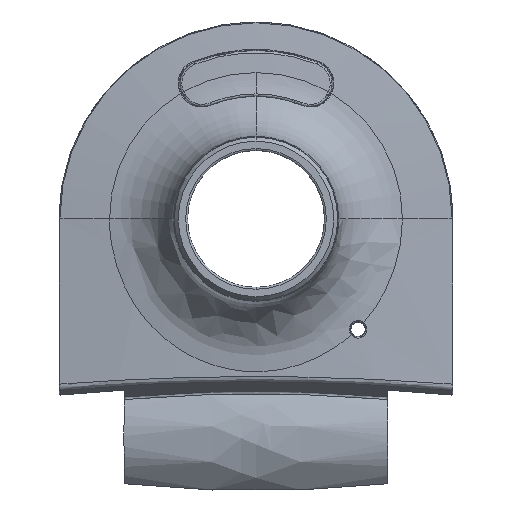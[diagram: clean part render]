
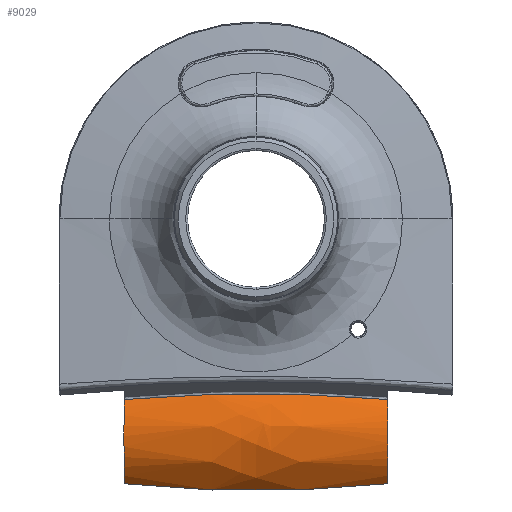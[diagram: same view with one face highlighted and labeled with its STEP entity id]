
A CAD part, front view. The second image highlights one B-rep face of the part: STEP entity #9029.
In plain terms, the highlighted free-form (B-spline) face has degree [3, 3] with [4, 4] control points.
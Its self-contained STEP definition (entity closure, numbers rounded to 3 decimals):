
#404 = CARTESIAN_POINT ( 'NONE',  ( -6.305, 12.822, -22.957 ) ) ;
#557 = CARTESIAN_POINT ( 'NONE',  ( 21.638, 12.822, -22.957 ) ) ;
#574 = CARTESIAN_POINT ( 'NONE',  ( -2.111, 11.303, -13.696 ) ) ;
#815 = CARTESIAN_POINT ( 'NONE',  ( -6.324, 11.757, -14.013 ) ) ;
#958 = CARTESIAN_POINT ( 'NONE',  ( -6.512, 11.827, -13.96 ) ) ;
#1694 = CARTESIAN_POINT ( 'NONE',  ( -6.342, 10.709, -16.652 ) ) ;
#1850 = CARTESIAN_POINT ( 'NONE',  ( 21.674, 10.557, -17.723 ) ) ;
#1956 = EDGE_LOOP ( 'NONE', ( #6518, #6335, #8530, #8051 ) ) ;
#2160 = CARTESIAN_POINT ( 'NONE',  ( 12.427, 10.663, -13.172 ) ) ;
#2991 = CARTESIAN_POINT ( 'NONE',  ( 21.648, 12.25, -22.422 ) ) ;
#2999 = CARTESIAN_POINT ( 'NONE',  ( -6.344, 10.596, -17.867 ) ) ;
#3086 = CARTESIAN_POINT ( 'NONE',  ( -6.328, 11.531, -14.357 ) ) ;
#3238 = CARTESIAN_POINT ( 'NONE',  ( 21.656, 11.74, -21.759 ) ) ;
#3254 = CARTESIAN_POINT ( 'NONE',  ( 21.656, 11.757, -14.013 ) ) ;
#3462 = CARTESIAN_POINT ( 'NONE',  ( -6.324, 11.757, -14.013 ) ) ;
#3474 = CARTESIAN_POINT ( 'NONE',  ( 2.905, 11.936, -24.011 ) ) ;
#3934 = CARTESIAN_POINT ( 'NONE',  ( 21.638, 12.822, -22.957 ) ) ;
#4010 = B_SPLINE_CURVE_WITH_KNOTS ( 'NONE', 3,
 ( #404, #4598, #5673, #9889, #15151, #13849, #7006, #7087, #14911, #5838, #11282, #9562, #2999, #13517, #8281, #1694, #11132, #16372, #10956, #9816, #3086, #8380 ),
 .UNSPECIFIED., .F., .F.,
 ( 4, 2, 2, 2, 2, 2, 2, 2, 2, 2, 4 ),
 ( 0., 0.001, 0.002, 0.004, 0.004, 0.005, 0.006, 0.007, 0.007, 0.009, 0.01 ),
 .UNSPECIFIED. ) ;
#4262 = EDGE_CURVE ( 'NONE', #12820, #11221, #15955, .T. ) ;
#4598 = CARTESIAN_POINT ( 'NONE',  ( -6.311, 12.521, -22.676 ) ) ;
#4888 = CARTESIAN_POINT ( 'NONE',  ( 2.905, 10.663, -13.172 ) ) ;
#4924 = CARTESIAN_POINT ( 'NONE',  ( 21.656, 11.757, -14.013 ) ) ;
#4980 = CARTESIAN_POINT ( 'NONE',  ( 21.844, 11.827, -13.96 ) ) ;
#5072 = EDGE_CURVE ( 'NONE', #11221, #11788, #4010, .T. ) ;
#5313 = CARTESIAN_POINT ( 'NONE',  ( 2.992, 12.125, -23.704 ) ) ;
#5480 = CARTESIAN_POINT ( 'NONE',  ( 21.667, 10.979, -20.255 ) ) ;
#5673 = CARTESIAN_POINT ( 'NONE',  ( -6.315, 12.25, -22.373 ) ) ;
#5755 = CARTESIAN_POINT ( 'NONE',  ( 5.04, 10.918, -13.426 ) ) ;
#5829 = CARTESIAN_POINT ( 'NONE',  ( 21.656, 11.757, -14.013 ) ) ;
#5838 = CARTESIAN_POINT ( 'NONE',  ( -6.342, 10.715, -19.087 ) ) ;
#5846 = CARTESIAN_POINT ( 'NONE',  ( -4.294, 11.512, -13.842 ) ) ;
#6246 = CARTESIAN_POINT ( 'NONE',  ( 2.905, 8.737, -21.077 ) ) ;
#6331 = CARTESIAN_POINT ( 'NONE',  ( 12.427, 11.936, -24.011 ) ) ;
#6335 = ORIENTED_EDGE ( 'NONE', *, *, #8646, .T. ) ;
#6385 = CARTESIAN_POINT ( 'NONE',  ( -6.305, 12.822, -22.957 ) ) ;
#6518 = ORIENTED_EDGE ( 'NONE', *, *, #10391, .T. ) ;
#6736 = CARTESIAN_POINT ( 'NONE',  ( -6.305, 12.822, -22.957 ) ) ;
#7006 = CARTESIAN_POINT ( 'NONE',  ( -6.337, 11.025, -20.266 ) ) ;
#7087 = CARTESIAN_POINT ( 'NONE',  ( -6.34, 10.849, -19.683 ) ) ;
#7165 = CARTESIAN_POINT ( 'NONE',  ( 2.556, 11.006, -13.488 ) ) ;
#8051 = ORIENTED_EDGE ( 'NONE', *, *, #4262, .F. ) ;
#8275 = CARTESIAN_POINT ( 'NONE',  ( 21.673, 10.63, -16.874 ) ) ;
#8281 = CARTESIAN_POINT ( 'NONE',  ( -6.343, 10.651, -17.056 ) ) ;
#8380 = CARTESIAN_POINT ( 'NONE',  ( -6.324, 11.757, -14.013 ) ) ;
#8460 = CARTESIAN_POINT ( 'NONE',  ( 19.626, 11.512, -13.842 ) ) ;
#8530 = ORIENTED_EDGE ( 'NONE', *, *, #5072, .F. ) ;
#8646 = EDGE_CURVE ( 'NONE', #12285, #11788, #8878, .T. ) ;
#8665 = FACE_OUTER_BOUND ( 'NONE', #1956, .T. ) ;
#8739 = CARTESIAN_POINT ( 'NONE',  ( 12.427, 8.737, -21.077 ) ) ;
#8878 = B_SPLINE_CURVE_WITH_KNOTS ( 'NONE', 3,
 ( #3254, #8460, #15079, #13685, #12424, #5755, #7165, #574, #5846, #815 ),
 .UNSPECIFIED., .F., .F.,
 ( 4, 2, 2, 2, 4 ),
 ( 0., 0.25, 0.5, 0.75, 1. ),
 .UNSPECIFIED. ) ;
#9029 = ADVANCED_FACE ( 'NONE', ( #8665 ), #11258, .T. ) ;
#9562 = CARTESIAN_POINT ( 'NONE',  ( -6.344, 10.609, -18.273 ) ) ;
#9629 = CARTESIAN_POINT ( 'NONE',  ( 21.663, 11.363, -14.613 ) ) ;
#9816 = CARTESIAN_POINT ( 'NONE',  ( -6.331, 11.337, -14.72 ) ) ;
#9889 = CARTESIAN_POINT ( 'NONE',  ( -6.324, 11.763, -21.724 ) ) ;
#10391 = EDGE_CURVE ( 'NONE', #12820, #12285, #15633, .T. ) ;
#10956 = CARTESIAN_POINT ( 'NONE',  ( -6.337, 11.016, -15.466 ) ) ;
#11132 = CARTESIAN_POINT ( 'NONE',  ( -6.342, 10.748, -16.449 ) ) ;
#11221 = VERTEX_POINT ( 'NONE', #6385 ) ;
#11258 =( BOUNDED_SURFACE ( )  B_SPLINE_SURFACE ( 3, 3, ( 
 ( #12794, #16757, #14230, #958 ),
 ( #3474, #6246, #11521, #4888 ),
 ( #6331, #8739, #13904, #2160 ),
 ( #15470, #11607, #16838, #4980 ) ),
 .UNSPECIFIED., .F., .F., .F. ) 
 B_SPLINE_SURFACE_WITH_KNOTS ( ( 4, 4 ),
 ( 4, 4 ),
 ( 0., 1. ),
 ( 0., 1. ),
 .UNSPECIFIED. ) 
 GEOMETRIC_REPRESENTATION_ITEM ( )  RATIONAL_B_SPLINE_SURFACE ( (
 ( 1., 0.838, 0.838, 1.),
 ( 0.993, 0.832, 0.832, 0.993),
 ( 0.993, 0.832, 0.832, 0.993),
 ( 1., 0.838, 0.838, 1.) ) ) 
 REPRESENTATION_ITEM ( '' )  SURFACE ( )  );
#11282 = CARTESIAN_POINT ( 'NONE',  ( -6.343, 10.681, -18.883 ) ) ;
#11521 = CARTESIAN_POINT ( 'NONE',  ( 2.905, 8.23, -16.767 ) ) ;
#11607 = CARTESIAN_POINT ( 'NONE',  ( 21.844, 10.225, -20.535 ) ) ;
#11788 = VERTEX_POINT ( 'NONE', #3462 ) ;
#12096 = CARTESIAN_POINT ( 'NONE',  ( 12.34, 12.125, -23.704 ) ) ;
#12285 = VERTEX_POINT ( 'NONE', #4924 ) ;
#12424 = CARTESIAN_POINT ( 'NONE',  ( 10.291, 10.918, -13.426 ) ) ;
#12794 = CARTESIAN_POINT ( 'NONE',  ( -6.512, 12.886, -22.975 ) ) ;
#12820 = VERTEX_POINT ( 'NONE', #16427 ) ;
#13250 = CARTESIAN_POINT ( 'NONE',  ( -1.681, 12.358, -23.454 ) ) ;
#13509 = CARTESIAN_POINT ( 'NONE',  ( 21.668, 11.035, -15.318 ) ) ;
#13517 = CARTESIAN_POINT ( 'NONE',  ( -6.344, 10.631, -17.259 ) ) ;
#13685 = CARTESIAN_POINT ( 'NONE',  ( 12.776, 11.006, -13.488 ) ) ;
#13849 = CARTESIAN_POINT ( 'NONE',  ( -6.334, 11.176, -20.643 ) ) ;
#13904 = CARTESIAN_POINT ( 'NONE',  ( 12.427, 8.23, -16.767 ) ) ;
#14230 = CARTESIAN_POINT ( 'NONE',  ( -6.512, 9.803, -16.95 ) ) ;
#14653 = CARTESIAN_POINT ( 'NONE',  ( 17.014, 12.358, -23.454 ) ) ;
#14911 = CARTESIAN_POINT ( 'NONE',  ( -6.341, 10.798, -19.486 ) ) ;
#15079 = CARTESIAN_POINT ( 'NONE',  ( 17.443, 11.303, -13.695 ) ) ;
#15151 = CARTESIAN_POINT ( 'NONE',  ( -6.328, 11.547, -21.376 ) ) ;
#15470 = CARTESIAN_POINT ( 'NONE',  ( 21.844, 12.886, -22.975 ) ) ;
#15633 = B_SPLINE_CURVE_WITH_KNOTS ( 'NONE', 3,
 ( #557, #2991, #3238, #5480, #16273, #1850, #8275, #13509, #9629, #5829 ),
 .UNSPECIFIED., .F., .F.,
 ( 4, 2, 2, 2, 4 ),
 ( 0., 0.25, 0.5, 0.75, 1. ),
 .UNSPECIFIED. ) ;
#15955 = B_SPLINE_CURVE_WITH_KNOTS ( 'NONE', 3,
 ( #3934, #14653, #12096, #5313, #13250, #6736 ),
 .UNSPECIFIED., .F., .F.,
 ( 4, 2, 4 ),
 ( 0., 0.5, 1. ),
 .UNSPECIFIED. ) ;
#16273 = CARTESIAN_POINT ( 'NONE',  ( 21.671, 10.732, -19.415 ) ) ;
#16372 = CARTESIAN_POINT ( 'NONE',  ( -6.339, 10.888, -15.851 ) ) ;
#16427 = CARTESIAN_POINT ( 'NONE',  ( 21.638, 12.822, -22.957 ) ) ;
#16757 = CARTESIAN_POINT ( 'NONE',  ( -6.512, 10.225, -20.535 ) ) ;
#16838 = CARTESIAN_POINT ( 'NONE',  ( 21.844, 9.803, -16.95 ) ) ;
